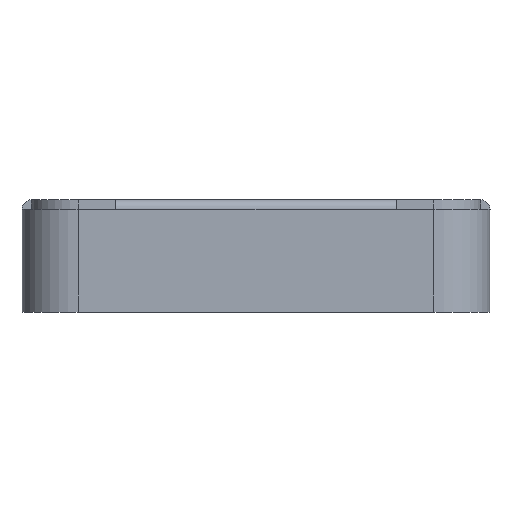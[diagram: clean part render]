
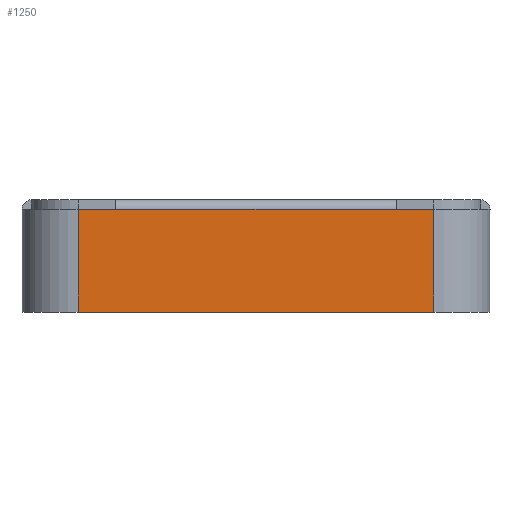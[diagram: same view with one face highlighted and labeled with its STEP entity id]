
A CAD part, front view. The second image highlights one B-rep face of the part: STEP entity #1250.
In plain terms, the highlighted planar face has unit normal (0, -1, 0).
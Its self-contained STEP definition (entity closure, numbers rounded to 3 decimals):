
#164=FACE_OUTER_BOUND('',#250,.T.);
#250=EDGE_LOOP('',(#1109,#1110,#1111,#1112,#1113,#1114));
#311=LINE('',#1903,#439);
#340=LINE('',#1999,#468);
#360=LINE('',#2047,#488);
#374=LINE('',#2083,#502);
#378=LINE('',#2090,#506);
#380=LINE('',#2093,#508);
#439=VECTOR('',#1539,10.);
#468=VECTOR('',#1630,10.);
#488=VECTOR('',#1682,10.);
#502=VECTOR('',#1722,10.);
#506=VECTOR('',#1732,10.);
#508=VECTOR('',#1736,10.);
#559=VERTEX_POINT('',#1899);
#561=VERTEX_POINT('',#1902);
#596=VERTEX_POINT('',#1995);
#597=VERTEX_POINT('',#1997);
#609=VERTEX_POINT('',#2045);
#618=VERTEX_POINT('',#2080);
#692=EDGE_CURVE('',#561,#559,#311,.T.);
#740=EDGE_CURVE('',#597,#596,#340,.T.);
#764=EDGE_CURVE('',#597,#609,#360,.T.);
#782=EDGE_CURVE('',#618,#596,#374,.T.);
#786=EDGE_CURVE('',#559,#618,#378,.T.);
#788=EDGE_CURVE('',#561,#609,#380,.T.);
#1109=ORIENTED_EDGE('',*,*,#740,.F.);
#1110=ORIENTED_EDGE('',*,*,#764,.T.);
#1111=ORIENTED_EDGE('',*,*,#788,.F.);
#1112=ORIENTED_EDGE('',*,*,#692,.T.);
#1113=ORIENTED_EDGE('',*,*,#786,.T.);
#1114=ORIENTED_EDGE('',*,*,#782,.T.);
#1180=PLANE('',#1380);
#1250=ADVANCED_FACE('',(#164),#1180,.T.);
#1380=AXIS2_PLACEMENT_3D('',#2092,#1734,#1735);
#1539=DIRECTION('',(1.,0.,0.));
#1630=DIRECTION('',(1.,0.,0.));
#1682=DIRECTION('',(-1.,0.,0.));
#1722=DIRECTION('',(-1.,0.,0.));
#1732=DIRECTION('',(0.,0.,1.));
#1734=DIRECTION('center_axis',(0.,-1.,0.));
#1735=DIRECTION('ref_axis',(1.,0.,0.));
#1736=DIRECTION('',(0.,0.,1.));
#1899=CARTESIAN_POINT('',(19.,-60.,0.));
#1902=CARTESIAN_POINT('',(-19.,-60.,0.));
#1903=CARTESIAN_POINT('',(-19.,-60.,0.));
#1995=CARTESIAN_POINT('',(15.,-60.,11.));
#1997=CARTESIAN_POINT('',(-15.,-60.,11.));
#1999=CARTESIAN_POINT('',(-9.5,-60.,11.));
#2045=CARTESIAN_POINT('',(-19.,-60.,11.));
#2047=CARTESIAN_POINT('',(-19.5,-60.,11.));
#2080=CARTESIAN_POINT('',(19.,-60.,11.));
#2083=CARTESIAN_POINT('',(0.5,-60.,11.));
#2090=CARTESIAN_POINT('',(19.,-60.,0.));
#2092=CARTESIAN_POINT('Origin',(-19.,-60.,0.));
#2093=CARTESIAN_POINT('',(-19.,-60.,0.));
